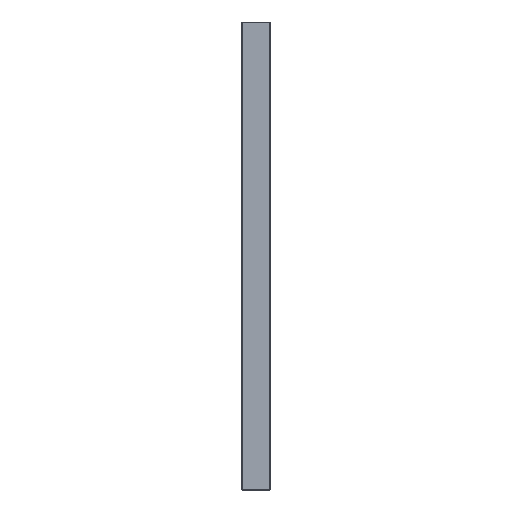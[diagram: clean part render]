
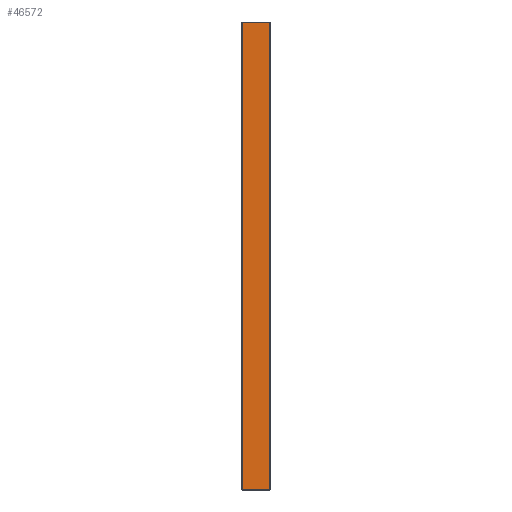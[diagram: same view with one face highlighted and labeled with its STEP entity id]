
A CAD part, front view. The second image highlights one B-rep face of the part: STEP entity #46572.
In plain terms, the highlighted planar face has unit normal (0, -1, 0).
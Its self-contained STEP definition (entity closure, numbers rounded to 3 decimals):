
#36687 = PLANE('',#36688);
#36688 = AXIS2_PLACEMENT_3D('',#36689,#36690,#36691);
#36689 = CARTESIAN_POINT('',(7.5,-15.45,0.05));
#36690 = DIRECTION('',(0.,0.707,0.707));
#36691 = DIRECTION('',(1.,0.,0.));
#36995 = PLANE('',#36996);
#36996 = AXIS2_PLACEMENT_3D('',#36997,#36998,#36999);
#36997 = CARTESIAN_POINT('',(7.5,-15.45,249.95));
#36998 = DIRECTION('',(0.,-0.707,
    0.707));
#36999 = DIRECTION('',(1.,0.,0.));
#37282 = PLANE('',#37283);
#37283 = AXIS2_PLACEMENT_3D('',#37284,#37285,#37286);
#37284 = CARTESIAN_POINT('',(-7.4,-15.4,0.));
#37285 = DIRECTION('',(-0.707,-0.707,
    0.));
#37286 = DIRECTION('',(0.,0.,1.));
#40657 = VERTEX_POINT('',#40658);
#40658 = CARTESIAN_POINT('',(7.4,-15.5,0.1));
#40679 = EDGE_CURVE('',#40657,#40680,#40682,.T.);
#40680 = VERTEX_POINT('',#40681);
#40681 = CARTESIAN_POINT('',(-7.3,-15.5,0.1));
#40682 = SURFACE_CURVE('',#40683,(#40687,#40694),.PCURVE_S1.);
#40683 = LINE('',#40684,#40685);
#40684 = CARTESIAN_POINT('',(7.5,-15.5,0.1));
#40685 = VECTOR('',#40686,1.);
#40686 = DIRECTION('',(-1.,0.,0.));
#40687 = PCURVE('',#36687,#40688);
#40688 = DEFINITIONAL_REPRESENTATION('',(#40689),#40693);
#40689 = LINE('',#40690,#40691);
#40690 = CARTESIAN_POINT('',(0.,-0.071));
#40691 = VECTOR('',#40692,1.);
#40692 = DIRECTION('',(-1.,0.));
#40693 = ( GEOMETRIC_REPRESENTATION_CONTEXT(2) 
PARAMETRIC_REPRESENTATION_CONTEXT() REPRESENTATION_CONTEXT('2D SPACE',''
  ) );
#40694 = PCURVE('',#40695,#40700);
#40695 = PLANE('',#40696);
#40696 = AXIS2_PLACEMENT_3D('',#40697,#40698,#40699);
#40697 = CARTESIAN_POINT('',(7.5,-15.5,0.));
#40698 = DIRECTION('',(0.,-1.,0.));
#40699 = DIRECTION('',(-1.,0.,0.));
#40700 = DEFINITIONAL_REPRESENTATION('',(#40701),#40705);
#40701 = LINE('',#40702,#40703);
#40702 = CARTESIAN_POINT('',(0.,-0.1));
#40703 = VECTOR('',#40704,1.);
#40704 = DIRECTION('',(1.,0.));
#40705 = ( GEOMETRIC_REPRESENTATION_CONTEXT(2) 
PARAMETRIC_REPRESENTATION_CONTEXT() REPRESENTATION_CONTEXT('2D SPACE',''
  ) );
#40972 = VERTEX_POINT('',#40973);
#40973 = CARTESIAN_POINT('',(7.4,-15.5,249.9));
#40994 = EDGE_CURVE('',#40972,#40995,#40997,.T.);
#40995 = VERTEX_POINT('',#40996);
#40996 = CARTESIAN_POINT('',(-7.3,-15.5,249.9));
#40997 = SURFACE_CURVE('',#40998,(#41002,#41009),.PCURVE_S1.);
#40998 = LINE('',#40999,#41000);
#40999 = CARTESIAN_POINT('',(7.5,-15.5,249.9));
#41000 = VECTOR('',#41001,1.);
#41001 = DIRECTION('',(-1.,0.,0.));
#41002 = PCURVE('',#36995,#41003);
#41003 = DEFINITIONAL_REPRESENTATION('',(#41004),#41008);
#41004 = LINE('',#41005,#41006);
#41005 = CARTESIAN_POINT('',(0.,-0.071));
#41006 = VECTOR('',#41007,1.);
#41007 = DIRECTION('',(-1.,0.));
#41008 = ( GEOMETRIC_REPRESENTATION_CONTEXT(2) 
PARAMETRIC_REPRESENTATION_CONTEXT() REPRESENTATION_CONTEXT('2D SPACE',''
  ) );
#41009 = PCURVE('',#40695,#41010);
#41010 = DEFINITIONAL_REPRESENTATION('',(#41011),#41015);
#41011 = LINE('',#41012,#41013);
#41012 = CARTESIAN_POINT('',(0.,-249.9));
#41013 = VECTOR('',#41014,1.);
#41014 = DIRECTION('',(1.,0.));
#41015 = ( GEOMETRIC_REPRESENTATION_CONTEXT(2) 
PARAMETRIC_REPRESENTATION_CONTEXT() REPRESENTATION_CONTEXT('2D SPACE',''
  ) );
#41151 = EDGE_CURVE('',#40680,#40995,#41152,.T.);
#41152 = SURFACE_CURVE('',#41153,(#41157,#41164),.PCURVE_S1.);
#41153 = LINE('',#41154,#41155);
#41154 = CARTESIAN_POINT('',(-7.3,-15.5,0.));
#41155 = VECTOR('',#41156,1.);
#41156 = DIRECTION('',(0.,0.,1.));
#41157 = PCURVE('',#37282,#41158);
#41158 = DEFINITIONAL_REPRESENTATION('',(#41159),#41163);
#41159 = LINE('',#41160,#41161);
#41160 = CARTESIAN_POINT('',(0.,-0.141));
#41161 = VECTOR('',#41162,1.);
#41162 = DIRECTION('',(1.,0.));
#41163 = ( GEOMETRIC_REPRESENTATION_CONTEXT(2) 
PARAMETRIC_REPRESENTATION_CONTEXT() REPRESENTATION_CONTEXT('2D SPACE',''
  ) );
#41164 = PCURVE('',#40695,#41165);
#41165 = DEFINITIONAL_REPRESENTATION('',(#41166),#41170);
#41166 = LINE('',#41167,#41168);
#41167 = CARTESIAN_POINT('',(14.8,0.));
#41168 = VECTOR('',#41169,1.);
#41169 = DIRECTION('',(0.,-1.));
#41170 = ( GEOMETRIC_REPRESENTATION_CONTEXT(2) 
PARAMETRIC_REPRESENTATION_CONTEXT() REPRESENTATION_CONTEXT('2D SPACE',''
  ) );
#46379 = PLANE('',#46380);
#46380 = AXIS2_PLACEMENT_3D('',#46381,#46382,#46383);
#46381 = CARTESIAN_POINT('',(7.45,-15.45,0.));
#46382 = DIRECTION('',(0.707,-0.707,0.));
#46383 = DIRECTION('',(0.,0.,1.));
#46572 = ADVANCED_FACE('',(#46573),#40695,.T.);
#46573 = FACE_BOUND('',#46574,.T.);
#46574 = EDGE_LOOP('',(#46575,#46596,#46597,#46598));
#46575 = ORIENTED_EDGE('',*,*,#46576,.T.);
#46576 = EDGE_CURVE('',#40657,#40972,#46577,.T.);
#46577 = SURFACE_CURVE('',#46578,(#46582,#46589),.PCURVE_S1.);
#46578 = LINE('',#46579,#46580);
#46579 = CARTESIAN_POINT('',(7.4,-15.5,0.));
#46580 = VECTOR('',#46581,1.);
#46581 = DIRECTION('',(0.,0.,1.));
#46582 = PCURVE('',#40695,#46583);
#46583 = DEFINITIONAL_REPRESENTATION('',(#46584),#46588);
#46584 = LINE('',#46585,#46586);
#46585 = CARTESIAN_POINT('',(0.1,0.));
#46586 = VECTOR('',#46587,1.);
#46587 = DIRECTION('',(0.,-1.));
#46588 = ( GEOMETRIC_REPRESENTATION_CONTEXT(2) 
PARAMETRIC_REPRESENTATION_CONTEXT() REPRESENTATION_CONTEXT('2D SPACE',''
  ) );
#46589 = PCURVE('',#46379,#46590);
#46590 = DEFINITIONAL_REPRESENTATION('',(#46591),#46595);
#46591 = LINE('',#46592,#46593);
#46592 = CARTESIAN_POINT('',(0.,0.071));
#46593 = VECTOR('',#46594,1.);
#46594 = DIRECTION('',(1.,0.));
#46595 = ( GEOMETRIC_REPRESENTATION_CONTEXT(2) 
PARAMETRIC_REPRESENTATION_CONTEXT() REPRESENTATION_CONTEXT('2D SPACE',''
  ) );
#46596 = ORIENTED_EDGE('',*,*,#40994,.T.);
#46597 = ORIENTED_EDGE('',*,*,#41151,.F.);
#46598 = ORIENTED_EDGE('',*,*,#40679,.F.);
